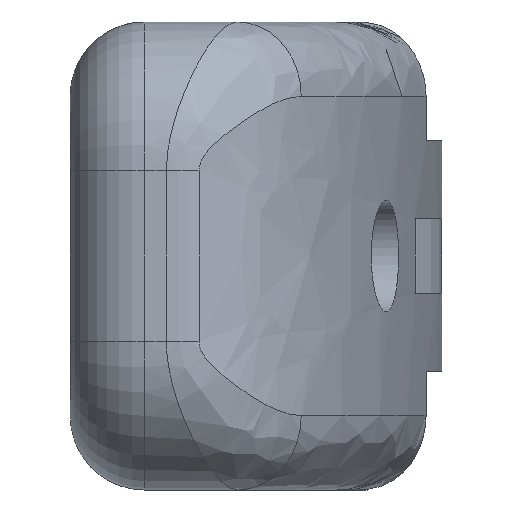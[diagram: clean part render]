
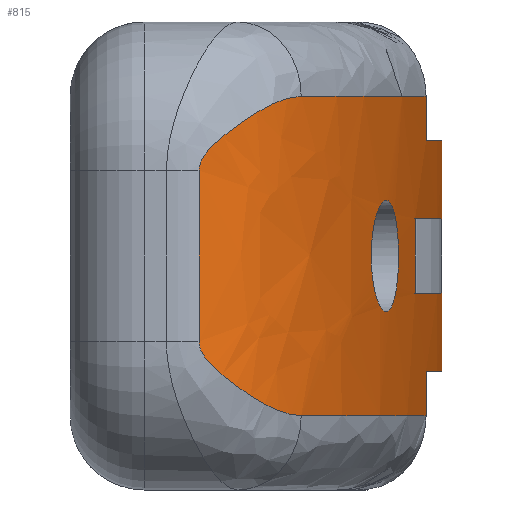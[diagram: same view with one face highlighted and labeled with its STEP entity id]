
A CAD part, left-side view. The second image highlights one B-rep face of the part: STEP entity #815.
In plain terms, the highlighted free-form (B-spline) face has degree [3, 1] with [4, 2] control points.
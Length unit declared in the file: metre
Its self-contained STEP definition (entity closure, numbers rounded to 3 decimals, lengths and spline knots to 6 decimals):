
#28=B_SPLINE_SURFACE_WITH_KNOTS('',3,1,((#1223,#1224),(#1225,#1226),(#1227,
#1228),(#1229,#1230)),.SURF_OF_LINEAR_EXTRUSION.,.F.,.F.,.F.,(4,4),(2,2),
(0.139457,1.),(0.,1.),.PIECEWISE_BEZIER_KNOTS.);
#53=LINE('',#1243,#109);
#54=LINE('',#1263,#110);
#55=LINE('',#1282,#111);
#56=LINE('',#1289,#112);
#57=LINE('',#1296,#113);
#58=LINE('',#1303,#114);
#109=VECTOR('',#984,1.);
#110=VECTOR('',#985,1.);
#111=VECTOR('',#986,1.);
#112=VECTOR('',#987,1.);
#113=VECTOR('',#988,1.);
#114=VECTOR('',#989,1.);
#161=B_SPLINE_CURVE_WITH_KNOTS('',3,(#1231,#1232,#1233,#1234,#1235,#1236,
#1237,#1238,#1239,#1240,#1241),.UNSPECIFIED.,.T.,.F.,(1,1,1,1,1,1,1,1,1,
1,1,1,1,1,1),(-0.003568,-0.002379,-0.001189,
0.,0.001189,0.002379,0.003568,0.004757,
0.005947,0.007136,0.008326,0.009515,
0.010704,0.011894,0.013083),.UNSPECIFIED.);
#162=B_SPLINE_CURVE_WITH_KNOTS('',3,(#1246,#1247,#1248,#1249,#1250,#1251),
 .UNSPECIFIED.,.F.,.F.,(4,1,1,4),(0.,0.006402,0.009604,
0.012805),.UNSPECIFIED.);
#163=B_SPLINE_CURVE_WITH_KNOTS('',3,(#1253,#1254,#1255,#1256,#1257,#1258,
#1259,#1260,#1261),.UNSPECIFIED.,.F.,.F.,(4,1,1,1,1,1,4),(0.,0.001157,
0.002315,0.002893,0.003472,0.00405,
0.004629),.UNSPECIFIED.);
#164=B_SPLINE_CURVE_WITH_KNOTS('',3,(#1265,#1266,#1267,#1268,#1269,#1270,
#1271,#1272,#1273),.UNSPECIFIED.,.F.,.F.,(4,1,1,1,1,1,4),(0.,0.000585,
0.001171,0.001756,0.002341,0.003512,
0.004683),.UNSPECIFIED.);
#165=B_SPLINE_CURVE_WITH_KNOTS('',3,(#1275,#1276,#1277,#1278,#1279,#1280),
 .UNSPECIFIED.,.F.,.F.,(4,1,1,4),(0.,0.003169,0.006338,
0.012676),.UNSPECIFIED.);
#166=B_SPLINE_CURVE_WITH_KNOTS('',3,(#1284,#1285,#1286,#1287),
 .UNSPECIFIED.,.F.,.F.,(4,4),(0.,1.),.PIECEWISE_BEZIER_KNOTS.);
#167=B_SPLINE_CURVE_WITH_KNOTS('',3,(#1291,#1292,#1293,#1294),
 .UNSPECIFIED.,.F.,.F.,(4,4),(0.,1.),.PIECEWISE_BEZIER_KNOTS.);
#168=B_SPLINE_CURVE_WITH_KNOTS('',3,(#1298,#1299,#1300,#1301),
 .UNSPECIFIED.,.F.,.F.,(4,4),(0.,1.),.PIECEWISE_BEZIER_KNOTS.);
#169=B_SPLINE_CURVE_WITH_KNOTS('',3,(#1305,#1306,#1307,#1308),
 .UNSPECIFIED.,.F.,.F.,(4,4),(0.,1.),.PIECEWISE_BEZIER_KNOTS.);
#197=ORIENTED_EDGE('',*,*,#439,.T.);
#198=ORIENTED_EDGE('',*,*,#440,.T.);
#199=ORIENTED_EDGE('',*,*,#441,.T.);
#200=ORIENTED_EDGE('',*,*,#442,.T.);
#201=ORIENTED_EDGE('',*,*,#443,.T.);
#202=ORIENTED_EDGE('',*,*,#444,.T.);
#203=ORIENTED_EDGE('',*,*,#445,.T.);
#204=ORIENTED_EDGE('',*,*,#446,.F.);
#205=ORIENTED_EDGE('',*,*,#447,.F.);
#206=ORIENTED_EDGE('',*,*,#448,.F.);
#207=ORIENTED_EDGE('',*,*,#449,.T.);
#208=ORIENTED_EDGE('',*,*,#450,.T.);
#209=ORIENTED_EDGE('',*,*,#451,.F.);
#210=ORIENTED_EDGE('',*,*,#452,.T.);
#211=ORIENTED_EDGE('',*,*,#453,.T.);
#439=EDGE_CURVE('',#560,#560,#161,.T.);
#440=EDGE_CURVE('',#561,#562,#53,.T.);
#441=EDGE_CURVE('',#562,#563,#162,.T.);
#442=EDGE_CURVE('',#563,#564,#163,.T.);
#443=EDGE_CURVE('',#564,#565,#54,.T.);
#444=EDGE_CURVE('',#565,#566,#164,.T.);
#445=EDGE_CURVE('',#566,#567,#165,.T.);
#446=EDGE_CURVE('',#568,#567,#55,.T.);
#447=EDGE_CURVE('',#569,#568,#166,.F.);
#448=EDGE_CURVE('',#570,#569,#56,.T.);
#449=EDGE_CURVE('',#570,#571,#167,.F.);
#450=EDGE_CURVE('',#571,#572,#57,.F.);
#451=EDGE_CURVE('',#573,#572,#168,.F.);
#452=EDGE_CURVE('',#573,#574,#58,.T.);
#453=EDGE_CURVE('',#574,#561,#169,.F.);
#560=VERTEX_POINT('',#1242);
#561=VERTEX_POINT('',#1244);
#562=VERTEX_POINT('',#1245);
#563=VERTEX_POINT('',#1252);
#564=VERTEX_POINT('',#1262);
#565=VERTEX_POINT('',#1264);
#566=VERTEX_POINT('',#1274);
#567=VERTEX_POINT('',#1281);
#568=VERTEX_POINT('',#1283);
#569=VERTEX_POINT('',#1288);
#570=VERTEX_POINT('',#1290);
#571=VERTEX_POINT('',#1295);
#572=VERTEX_POINT('',#1297);
#573=VERTEX_POINT('',#1302);
#574=VERTEX_POINT('',#1304);
#669=EDGE_LOOP('',(#197));
#670=EDGE_LOOP('',(#198,#199,#200,#201,#202,#203,#204,#205,#206,#207,#208,
#209,#210,#211));
#731=FACE_BOUND('',#669,.T.);
#732=FACE_BOUND('',#670,.T.);
#815=ADVANCED_FACE('',(#731,#732),#28,.F.);
#984=DIRECTION('',(0.,0.,1.));
#985=DIRECTION('',(0.,0.,-1.));
#986=DIRECTION('',(0.,0.,-1.));
#987=DIRECTION('',(0.,0.,-1.));
#988=DIRECTION('',(0.,0.,-1.));
#989=DIRECTION('',(0.,0.,1.));
#1223=CARTESIAN_POINT('',(-0.020797,0.001534,0.0106));
#1224=CARTESIAN_POINT('',(-0.020797,0.001534,0.002));
#1225=CARTESIAN_POINT('',(-0.017791,-0.004615,0.0106));
#1226=CARTESIAN_POINT('',(-0.017791,-0.004615,0.002));
#1227=CARTESIAN_POINT('',(-0.000496,-0.005004,0.0106));
#1228=CARTESIAN_POINT('',(-0.000496,-0.005004,0.002));
#1229=CARTESIAN_POINT('',(0.,-0.005,0.0106));
#1230=CARTESIAN_POINT('',(0.,-0.005,0.002));
#1231=CARTESIAN_POINT('',(-0.010832,-0.003773,0.005114));
#1232=CARTESIAN_POINT('',(-0.012003,-0.003511,0.004644));
#1233=CARTESIAN_POINT('',(-0.013158,-0.003205,0.00511));
#1234=CARTESIAN_POINT('',(-0.013669,-0.003051,0.006292));
#1235=CARTESIAN_POINT('',(-0.013168,-0.003202,0.007482));
#1236=CARTESIAN_POINT('',(-0.012013,-0.003508,0.007955));
#1237=CARTESIAN_POINT('',(-0.010844,-0.00377,0.007496));
#1238=CARTESIAN_POINT('',(-0.010331,-0.003873,0.006309));
#1239=CARTESIAN_POINT('',(-0.010832,-0.003773,0.005114));
#1240=CARTESIAN_POINT('',(-0.012003,-0.003511,0.004644));
#1241=CARTESIAN_POINT('',(-0.013158,-0.003205,0.00511));
#1242=CARTESIAN_POINT('',(-0.012,-0.003503,0.0048));
#1243=CARTESIAN_POINT('',(-0.005814,-0.004578,0.0094));
#1244=CARTESIAN_POINT('',(-0.005814,-0.004578,0.0094));
#1245=CARTESIAN_POINT('',(-0.005814,-0.004578,0.0106));
#1246=CARTESIAN_POINT('',(-0.005814,-0.004578,0.0106));
#1247=CARTESIAN_POINT('',(-0.007934,-0.004331,0.0106));
#1248=CARTESIAN_POINT('',(-0.011099,-0.003816,0.0106));
#1249=CARTESIAN_POINT('',(-0.015154,-0.002633,0.0106));
#1250=CARTESIAN_POINT('',(-0.017102,-0.00178,0.0106));
#1251=CARTESIAN_POINT('',(-0.018034,-0.001217,0.0106));
#1252=CARTESIAN_POINT('',(-0.018034,-0.001217,0.0106));
#1253=CARTESIAN_POINT('',(-0.018034,-0.001217,0.0106));
#1254=CARTESIAN_POINT('',(-0.018368,-0.001016,0.0106));
#1255=CARTESIAN_POINT('',(-0.019004,-0.000587,0.010487));
#1256=CARTESIAN_POINT('',(-0.019693,0.000019,0.010152));
#1257=CARTESIAN_POINT('',(-0.020157,0.000536,0.009801));
#1258=CARTESIAN_POINT('',(-0.020453,0.000929,0.009497));
#1259=CARTESIAN_POINT('',(-0.020693,0.00132,0.009141));
#1260=CARTESIAN_POINT('',(-0.020797,0.001534,0.008799));
#1261=CARTESIAN_POINT('',(-0.020797,0.001534,0.0086));
#1262=CARTESIAN_POINT('',(-0.020797,0.001534,0.0086));
#1263=CARTESIAN_POINT('',(-0.020797,0.001534,0.0086));
#1264=CARTESIAN_POINT('',(-0.020797,0.001534,0.004));
#1265=CARTESIAN_POINT('',(-0.020797,0.001534,0.004));
#1266=CARTESIAN_POINT('',(-0.020797,0.001534,0.003802));
#1267=CARTESIAN_POINT('',(-0.020693,0.001321,0.003459));
#1268=CARTESIAN_POINT('',(-0.020454,0.000931,0.003105));
#1269=CARTESIAN_POINT('',(-0.020157,0.000535,0.002799));
#1270=CARTESIAN_POINT('',(-0.019693,0.000019,0.002448));
#1271=CARTESIAN_POINT('',(-0.019004,-0.000586,0.002113));
#1272=CARTESIAN_POINT('',(-0.018368,-0.001016,0.002));
#1273=CARTESIAN_POINT('',(-0.018034,-0.001217,0.002));
#1274=CARTESIAN_POINT('',(-0.018034,-0.001217,0.002));
#1275=CARTESIAN_POINT('',(-0.018034,-0.001217,0.002));
#1276=CARTESIAN_POINT('',(-0.017102,-0.00178,0.002));
#1277=CARTESIAN_POINT('',(-0.015154,-0.002633,0.002));
#1278=CARTESIAN_POINT('',(-0.011099,-0.003816,0.002));
#1279=CARTESIAN_POINT('',(-0.007934,-0.004331,0.002));
#1280=CARTESIAN_POINT('',(-0.005814,-0.004578,0.002));
#1281=CARTESIAN_POINT('',(-0.005814,-0.004578,0.002));
#1282=CARTESIAN_POINT('',(-0.005814,-0.004578,0.0032));
#1283=CARTESIAN_POINT('',(-0.005814,-0.004578,0.0032));
#1284=CARTESIAN_POINT('',(-0.021,0.005,0.0032));
#1285=CARTESIAN_POINT('',(-0.023838,-0.004479,0.0032));
#1286=CARTESIAN_POINT('',(-0.000577,-0.005004,0.0032));
#1287=CARTESIAN_POINT('',(0.,-0.005,0.0032));
#1288=CARTESIAN_POINT('',(0.,-0.005,0.0032));
#1289=CARTESIAN_POINT('',(0.,-0.005,0.0063));
#1290=CARTESIAN_POINT('',(0.,-0.005,0.0053));
#1291=CARTESIAN_POINT('',(-0.021,0.005,0.0053));
#1292=CARTESIAN_POINT('',(-0.023838,-0.004479,0.0053));
#1293=CARTESIAN_POINT('',(-0.000577,-0.005004,0.0053));
#1294=CARTESIAN_POINT('',(0.,-0.005,0.0053));
#1295=CARTESIAN_POINT('',(-0.008,-0.004284,0.0053));
#1296=CARTESIAN_POINT('',(-0.008,-0.004284,0.0063));
#1297=CARTESIAN_POINT('',(-0.008,-0.004284,0.0073));
#1298=CARTESIAN_POINT('',(-0.021,0.005,0.0073));
#1299=CARTESIAN_POINT('',(-0.023838,-0.004479,0.0073));
#1300=CARTESIAN_POINT('',(-0.000577,-0.005004,0.0073));
#1301=CARTESIAN_POINT('',(0.,-0.005,0.0073));
#1302=CARTESIAN_POINT('',(0.,-0.005,0.0073));
#1303=CARTESIAN_POINT('',(0.,-0.005,0.0063));
#1304=CARTESIAN_POINT('',(0.,-0.005,0.0094));
#1305=CARTESIAN_POINT('',(-0.021,0.005,0.0094));
#1306=CARTESIAN_POINT('',(-0.023838,-0.004479,0.0094));
#1307=CARTESIAN_POINT('',(-0.000577,-0.005004,0.0094));
#1308=CARTESIAN_POINT('',(0.,-0.005,0.0094));
